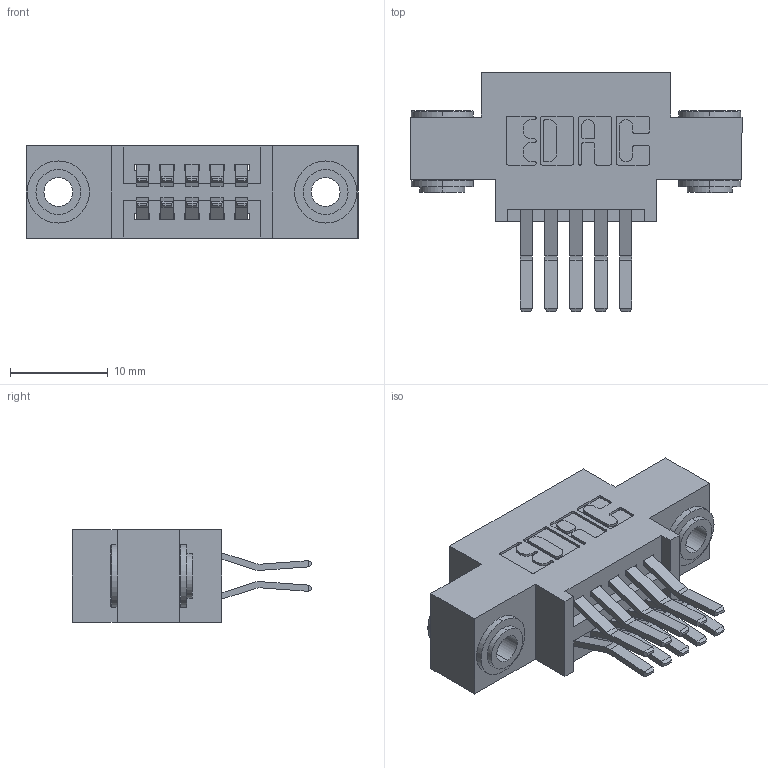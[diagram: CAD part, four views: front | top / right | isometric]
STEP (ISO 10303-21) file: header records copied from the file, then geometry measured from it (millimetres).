
FILE_DESCRIPTION (( 'STEP AP203' ), '1' );
FILE_NAME ('395-010-560-803.STEP', '2019-10-15T12:27:57', ( '' ), ( '' ), 'SwSTEP 2.0', 'SolidWorks 2016', '' );
FILE_SCHEMA (( 'CONFIG_CONTROL_DESIGN' ));
Length unit declared in the file: inch
Products named in the file (4): 345 Part_0.170 Offset - 0.156 Dia-TH; 345-292-001_560 Tail; 345-250-002_345-250-002-102; 395-010-560-803
Assembly tree (13 placements, depth 2):
  395-010-560-803
    345 Part_0.170 Offset - 0.156 Dia-TH
    345-292-001_560 Tail  x10
    345-250-002_345-250-002-102  x2
Bounding box: 33.91 x 24.45 x 9.4 mm (x, y, z)
Volume: 2922.1 mm3; surface area: 4119.6 mm2
Topology: 13 solids, 13 shells, 688 faces, 1979 edges, 1302 vertices
Faces by surface type: plane 424, cylinder 256, cone 8
Entity records: 9774 total; most frequent: CARTESIAN_POINT 1651, ORIENTED_EDGE 1578, DIRECTION 1535, EDGE_CURVE 789, LINE 609, VECTOR 609, VERTEX_POINT 522, AXIS2_PLACEMENT_3D 463
